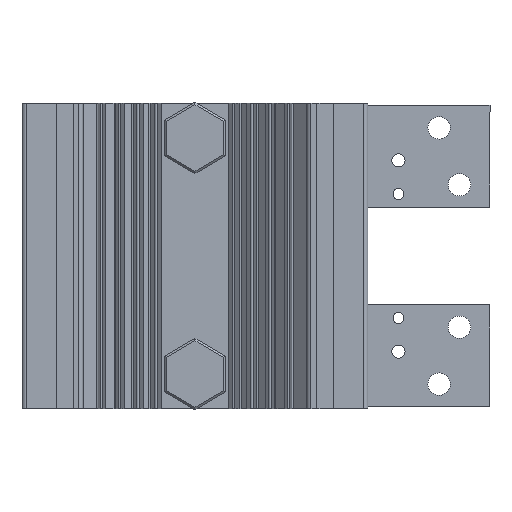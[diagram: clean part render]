
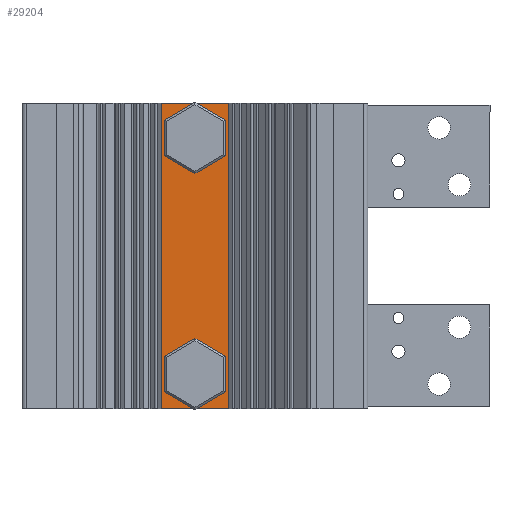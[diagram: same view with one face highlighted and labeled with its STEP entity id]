
A CAD part, front view. The second image highlights one B-rep face of the part: STEP entity #29204.
In plain terms, the highlighted planar face has unit normal (0, -1, 0).
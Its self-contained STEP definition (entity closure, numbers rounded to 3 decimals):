
#3026 = AXIS2_PLACEMENT_3D ( 'NONE', #51757, #21372, #29670 ) ;
#3544 = VERTEX_POINT ( 'NONE', #54894 ) ;
#4098 = CARTESIAN_POINT ( 'NONE',  ( -16.537, -19.549, 75. ) ) ;
#4901 = CARTESIAN_POINT ( 'NONE',  ( -16.537, -19.549, 75. ) ) ;
#4931 = CARTESIAN_POINT ( 'NONE',  ( 0., -19.549, 58. ) ) ;
#5361 = CARTESIAN_POINT ( 'NONE',  ( 10.1, -19.549, -58. ) ) ;
#5539 = VECTOR ( 'NONE', #32334, 1000. ) ;
#6782 = EDGE_CURVE ( 'NONE', #21414, #54777, #40026, .T. ) ;
#7387 = EDGE_CURVE ( 'NONE', #53914, #31374, #34264, .T. ) ;
#8379 = CIRCLE ( 'NONE', #10478, 10.1 ) ;
#8766 = CARTESIAN_POINT ( 'NONE',  ( -16.537, -19.549, -75. ) ) ;
#9183 = DIRECTION ( 'NONE',  ( 0., 0., 1. ) ) ;
#9332 = ORIENTED_EDGE ( 'NONE', *, *, #18471, .F. ) ;
#9675 = LINE ( 'NONE', #12580, #55350 ) ;
#10478 = AXIS2_PLACEMENT_3D ( 'NONE', #52116, #25578, #9183 ) ;
#12290 = CARTESIAN_POINT ( 'NONE',  ( -16.537, -19.549, -75. ) ) ;
#12580 = CARTESIAN_POINT ( 'NONE',  ( 16.537, -19.549, 75. ) ) ;
#14010 = ORIENTED_EDGE ( 'NONE', *, *, #18302, .T. ) ;
#14184 = CIRCLE ( 'NONE', #24976, 10.1 ) ;
#14518 = ORIENTED_EDGE ( 'NONE', *, *, #50040, .T. ) ;
#14980 = CIRCLE ( 'NONE', #3026, 10.1 ) ;
#17224 = EDGE_LOOP ( 'NONE', ( #14010, #39915 ) ) ;
#18302 = EDGE_CURVE ( 'NONE', #29273, #26372, #8379, .T. ) ;
#18471 = EDGE_CURVE ( 'NONE', #21414, #29861, #19385, .T. ) ;
#19385 = LINE ( 'NONE', #23063, #5539 ) ;
#19410 = CARTESIAN_POINT ( 'NONE',  ( 0., -19.549, -58. ) ) ;
#21372 = DIRECTION ( 'NONE',  ( 0., 1., 0. ) ) ;
#21414 = VERTEX_POINT ( 'NONE', #25062 ) ;
#21881 = DIRECTION ( 'NONE',  ( 0., 0., -1. ) ) ;
#22443 = PLANE ( 'NONE',  #34590 ) ;
#23063 = CARTESIAN_POINT ( 'NONE',  ( -16.537, -19.549, 75. ) ) ;
#24195 = ORIENTED_EDGE ( 'NONE', *, *, #7387, .T. ) ;
#24329 = FACE_OUTER_BOUND ( 'NONE', #37262, .T. ) ;
#24976 = AXIS2_PLACEMENT_3D ( 'NONE', #4931, #36020, #26710 ) ;
#25062 = CARTESIAN_POINT ( 'NONE',  ( -16.537, -19.549, 75. ) ) ;
#25110 = EDGE_CURVE ( 'NONE', #26372, #29273, #14184, .T. ) ;
#25578 = DIRECTION ( 'NONE',  ( 0., 1., 0. ) ) ;
#25711 = FACE_BOUND ( 'NONE', #17224, .T. ) ;
#26372 = VERTEX_POINT ( 'NONE', #50372 ) ;
#26710 = DIRECTION ( 'NONE',  ( 0., 0., 1. ) ) ;
#27592 = ORIENTED_EDGE ( 'NONE', *, *, #6782, .T. ) ;
#27684 = DIRECTION ( 'NONE',  ( 0., 0., 1. ) ) ;
#28241 = VECTOR ( 'NONE', #21881, 1000. ) ;
#29204 = ADVANCED_FACE ( 'NONE', ( #48577, #25711, #24329 ), #22443, .F. ) ;
#29273 = VERTEX_POINT ( 'NONE', #57298 ) ;
#29670 = DIRECTION ( 'NONE',  ( 0., 0., 1. ) ) ;
#29861 = VERTEX_POINT ( 'NONE', #49657 ) ;
#31374 = VERTEX_POINT ( 'NONE', #5361 ) ;
#32334 = DIRECTION ( 'NONE',  ( 1., 0., 0. ) ) ;
#32999 = CARTESIAN_POINT ( 'NONE',  ( -10.1, -19.549, -58. ) ) ;
#33257 = ORIENTED_EDGE ( 'NONE', *, *, #45477, .T. ) ;
#34264 = CIRCLE ( 'NONE', #56135, 10.1 ) ;
#34590 = AXIS2_PLACEMENT_3D ( 'NONE', #4098, #35585, #44338 ) ;
#35585 = DIRECTION ( 'NONE',  ( 0., 1., 0. ) ) ;
#36020 = DIRECTION ( 'NONE',  ( 0., 1., 0. ) ) ;
#37262 = EDGE_LOOP ( 'NONE', ( #14518, #42962, #9332, #27592 ) ) ;
#39449 = DIRECTION ( 'NONE',  ( 1., 0., 0. ) ) ;
#39915 = ORIENTED_EDGE ( 'NONE', *, *, #25110, .T. ) ;
#40026 = LINE ( 'NONE', #4901, #28241 ) ;
#42962 = ORIENTED_EDGE ( 'NONE', *, *, #43510, .F. ) ;
#43510 = EDGE_CURVE ( 'NONE', #29861, #3544, #9675, .T. ) ;
#44338 = DIRECTION ( 'NONE',  ( 0., 0., 1. ) ) ;
#45477 = EDGE_CURVE ( 'NONE', #31374, #53914, #14980, .T. ) ;
#46901 = VECTOR ( 'NONE', #39449, 1000. ) ;
#48577 = FACE_BOUND ( 'NONE', #49063, .T. ) ;
#49063 = EDGE_LOOP ( 'NONE', ( #33257, #24195 ) ) ;
#49657 = CARTESIAN_POINT ( 'NONE',  ( 16.537, -19.549, 75. ) ) ;
#50040 = EDGE_CURVE ( 'NONE', #54777, #3544, #50413, .T. ) ;
#50335 = DIRECTION ( 'NONE',  ( 0., 1., 0. ) ) ;
#50372 = CARTESIAN_POINT ( 'NONE',  ( -10.1, -19.549, 58. ) ) ;
#50413 = LINE ( 'NONE', #8766, #46901 ) ;
#51635 = DIRECTION ( 'NONE',  ( 0., 0., -1. ) ) ;
#51757 = CARTESIAN_POINT ( 'NONE',  ( 0., -19.549, -58. ) ) ;
#52116 = CARTESIAN_POINT ( 'NONE',  ( 0., -19.549, 58. ) ) ;
#53914 = VERTEX_POINT ( 'NONE', #32999 ) ;
#54777 = VERTEX_POINT ( 'NONE', #12290 ) ;
#54894 = CARTESIAN_POINT ( 'NONE',  ( 16.537, -19.549, -75. ) ) ;
#55350 = VECTOR ( 'NONE', #51635, 1000. ) ;
#56135 = AXIS2_PLACEMENT_3D ( 'NONE', #19410, #50335, #27684 ) ;
#57298 = CARTESIAN_POINT ( 'NONE',  ( 10.1, -19.549, 58. ) ) ;
